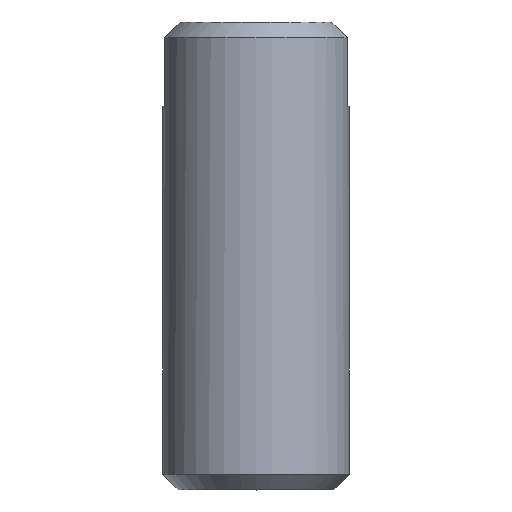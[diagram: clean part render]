
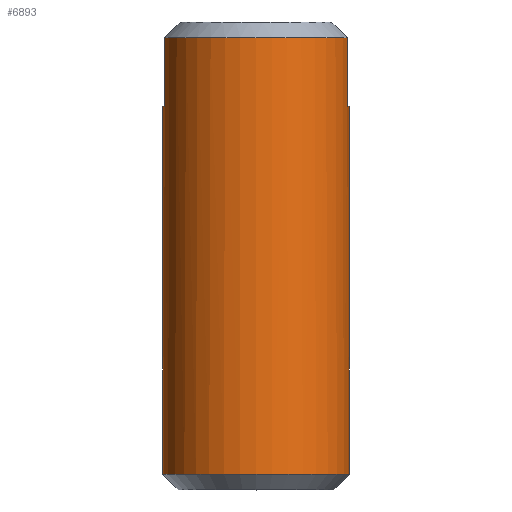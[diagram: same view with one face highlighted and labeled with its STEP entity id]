
A CAD part, top view. The second image highlights one B-rep face of the part: STEP entity #6893.
In plain terms, the highlighted cylindrical face has radius 3 mm (diameter 6 mm), a full revolution.
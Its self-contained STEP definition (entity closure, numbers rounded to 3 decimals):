
#103 = CARTESIAN_POINT ( 'NONE',  ( -2.929, 12.3, -0.65 ) ) ;
#177 = VERTEX_POINT ( 'NONE', #5712 ) ;
#268 = CARTESIAN_POINT ( 'NONE',  ( 2.929, 14.5, 0.65 ) ) ;
#303 = AXIS2_PLACEMENT_3D ( 'NONE', #5173, #3151, #4362 ) ;
#385 = CIRCLE ( 'NONE', #9943, 3. ) ;
#478 = DIRECTION ( 'NONE',  ( 0., 1., 0. ) ) ;
#502 = EDGE_CURVE ( 'NONE', #10873, #7682, #6396, .T. ) ;
#514 = DIRECTION ( 'NONE',  ( 0., 1., 0. ) ) ;
#657 = DIRECTION ( 'NONE',  ( 0., 0., 1. ) ) ;
#830 = AXIS2_PLACEMENT_3D ( 'NONE', #5003, #478, #6162 ) ;
#969 = DIRECTION ( 'NONE',  ( 0., 1., 0. ) ) ;
#1148 = EDGE_CURVE ( 'NONE', #10873, #9050, #2072, .T. ) ;
#1434 = EDGE_CURVE ( 'NONE', #9333, #11645, #10390, .T. ) ;
#1618 = CARTESIAN_POINT ( 'NONE',  ( 0., 0.5, 0. ) ) ;
#1824 = EDGE_CURVE ( 'NONE', #11072, #11645, #10021, .T. ) ;
#2072 = CIRCLE ( 'NONE', #7627, 3. ) ;
#2196 = ORIENTED_EDGE ( 'NONE', *, *, #1824, .F. ) ;
#2262 = ORIENTED_EDGE ( 'NONE', *, *, #1434, .T. ) ;
#2330 = EDGE_CURVE ( 'NONE', #14962, #9050, #8733, .T. ) ;
#2393 = EDGE_LOOP ( 'NONE', ( #10198 ) ) ;
#2530 = ORIENTED_EDGE ( 'NONE', *, *, #502, .F. ) ;
#3078 = DIRECTION ( 'NONE',  ( 0., 0., -1. ) ) ;
#3138 = DIRECTION ( 'NONE',  ( 0., 1., 0. ) ) ;
#3151 = DIRECTION ( 'NONE',  ( 0., -1., 0. ) ) ;
#3787 = AXIS2_PLACEMENT_3D ( 'NONE', #12254, #6467, #3078 ) ;
#3850 = VECTOR ( 'NONE', #3138, 1000. ) ;
#4119 = DIRECTION ( 'NONE',  ( 0., -1., 0. ) ) ;
#4362 = DIRECTION ( 'NONE',  ( 0., 0., 1. ) ) ;
#4379 = CARTESIAN_POINT ( 'NONE',  ( 2.929, 0., -0.65 ) ) ;
#5003 = CARTESIAN_POINT ( 'NONE',  ( 0., 12.3, 0. ) ) ;
#5173 = CARTESIAN_POINT ( 'NONE',  ( 0., 14.5, 0. ) ) ;
#5209 = DIRECTION ( 'NONE',  ( 0., 1., 0. ) ) ;
#5553 = ORIENTED_EDGE ( 'NONE', *, *, #1148, .T. ) ;
#5637 = VECTOR ( 'NONE', #969, 1000. ) ;
#5712 = CARTESIAN_POINT ( 'NONE',  ( 2.929, 12.3, 0.65 ) ) ;
#5727 = FACE_OUTER_BOUND ( 'NONE', #2393, .T. ) ;
#5871 = CARTESIAN_POINT ( 'NONE',  ( -2.929, 12.3, 0.65 ) ) ;
#6040 = DIRECTION ( 'NONE',  ( 0., -1., 0. ) ) ;
#6162 = DIRECTION ( 'NONE',  ( 0., 0., -1. ) ) ;
#6396 = LINE ( 'NONE', #14766, #14684 ) ;
#6467 = DIRECTION ( 'NONE',  ( 0., -1., 0. ) ) ;
#6471 = CYLINDRICAL_SURFACE ( 'NONE', #3787, 3. ) ;
#6477 = CARTESIAN_POINT ( 'NONE',  ( 0., 12.3, 0. ) ) ;
#6645 = VECTOR ( 'NONE', #6040, 1000. ) ;
#6893 = ADVANCED_FACE ( 'NONE', ( #12799, #5727 ), #6471, .T. ) ;
#7200 = EDGE_LOOP ( 'NONE', ( #2530, #5553, #11618, #9954, #10958, #2262, #2196, #10152 ) ) ;
#7381 = EDGE_CURVE ( 'NONE', #9333, #177, #10458, .T. ) ;
#7428 = DIRECTION ( 'NONE',  ( 0., 0., -1. ) ) ;
#7446 = CARTESIAN_POINT ( 'NONE',  ( 0., 14.5, 0. ) ) ;
#7627 = AXIS2_PLACEMENT_3D ( 'NONE', #7446, #4119, #657 ) ;
#7682 = VERTEX_POINT ( 'NONE', #103 ) ;
#7839 = CIRCLE ( 'NONE', #830, 3. ) ;
#7878 = DIRECTION ( 'NONE',  ( 0., -1., 0. ) ) ;
#7926 = CARTESIAN_POINT ( 'NONE',  ( -2.929, 0., 0.65 ) ) ;
#8002 = CARTESIAN_POINT ( 'NONE',  ( 0., 0.5, -3. ) ) ;
#8192 = CIRCLE ( 'NONE', #14426, 3. ) ;
#8733 = LINE ( 'NONE', #4379, #5637 ) ;
#9050 = VERTEX_POINT ( 'NONE', #13020 ) ;
#9333 = VERTEX_POINT ( 'NONE', #268 ) ;
#9387 = EDGE_CURVE ( 'NONE', #7682, #11072, #7839, .T. ) ;
#9483 = CARTESIAN_POINT ( 'NONE',  ( 2.929, 0., 0.65 ) ) ;
#9715 = VERTEX_POINT ( 'NONE', #8002 ) ;
#9943 = AXIS2_PLACEMENT_3D ( 'NONE', #6477, #5209, #7428 ) ;
#9954 = ORIENTED_EDGE ( 'NONE', *, *, #13796, .F. ) ;
#10021 = LINE ( 'NONE', #7926, #3850 ) ;
#10152 = ORIENTED_EDGE ( 'NONE', *, *, #9387, .F. ) ;
#10198 = ORIENTED_EDGE ( 'NONE', *, *, #10465, .T. ) ;
#10390 = CIRCLE ( 'NONE', #303, 3. ) ;
#10458 = LINE ( 'NONE', #9483, #6645 ) ;
#10465 = EDGE_CURVE ( 'NONE', #9715, #9715, #8192, .T. ) ;
#10873 = VERTEX_POINT ( 'NONE', #12617 ) ;
#10958 = ORIENTED_EDGE ( 'NONE', *, *, #7381, .F. ) ;
#11072 = VERTEX_POINT ( 'NONE', #5871 ) ;
#11618 = ORIENTED_EDGE ( 'NONE', *, *, #2330, .F. ) ;
#11645 = VERTEX_POINT ( 'NONE', #12082 ) ;
#11668 = CARTESIAN_POINT ( 'NONE',  ( 2.929, 12.3, -0.65 ) ) ;
#12082 = CARTESIAN_POINT ( 'NONE',  ( -2.929, 14.5, 0.65 ) ) ;
#12090 = DIRECTION ( 'NONE',  ( 0., 0., -1. ) ) ;
#12254 = CARTESIAN_POINT ( 'NONE',  ( 0., 0., 0. ) ) ;
#12617 = CARTESIAN_POINT ( 'NONE',  ( -2.929, 14.5, -0.65 ) ) ;
#12799 = FACE_OUTER_BOUND ( 'NONE', #7200, .T. ) ;
#13020 = CARTESIAN_POINT ( 'NONE',  ( 2.929, 14.5, -0.65 ) ) ;
#13796 = EDGE_CURVE ( 'NONE', #177, #14962, #385, .T. ) ;
#14426 = AXIS2_PLACEMENT_3D ( 'NONE', #1618, #514, #12090 ) ;
#14684 = VECTOR ( 'NONE', #7878, 1000. ) ;
#14766 = CARTESIAN_POINT ( 'NONE',  ( -2.929, 0., -0.65 ) ) ;
#14962 = VERTEX_POINT ( 'NONE', #11668 ) ;
